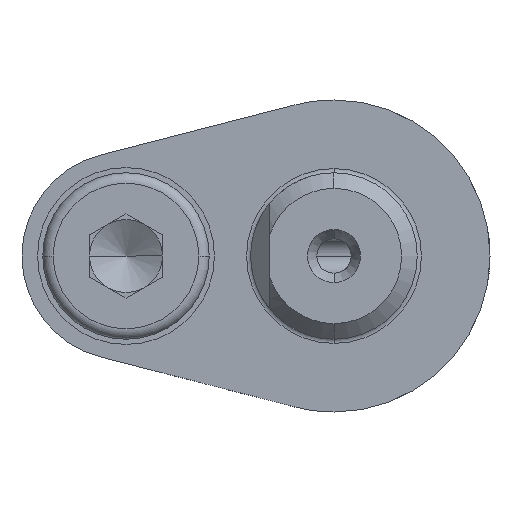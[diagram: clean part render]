
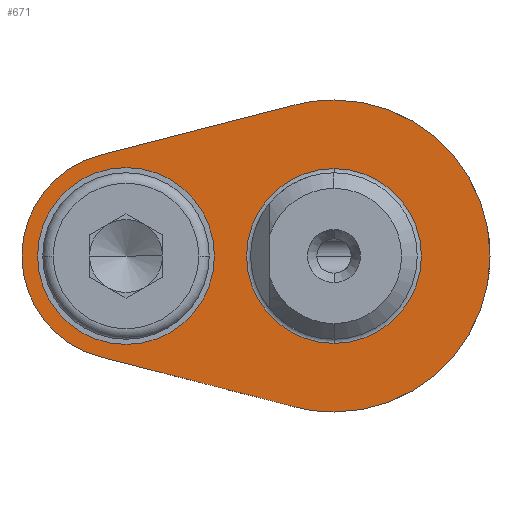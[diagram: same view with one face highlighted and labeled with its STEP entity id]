
A CAD part, left-side view. The second image highlights one B-rep face of the part: STEP entity #671.
In plain terms, the highlighted planar face has unit normal (-1, 0, 0).
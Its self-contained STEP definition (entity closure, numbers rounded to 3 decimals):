
#49 = DIRECTION ( 'NONE',  ( 0., 0., 1. ) ) ;
#142 = AXIS2_PLACEMENT_3D ( 'NONE', #6464, #3055, #7033 ) ;
#348 = VERTEX_POINT ( 'NONE', #3611 ) ;
#352 = EDGE_CURVE ( 'NONE', #5136, #3262, #7233, .T. ) ;
#410 = CIRCLE ( 'NONE', #142, 15. ) ;
#446 = CARTESIAN_POINT ( 'NONE',  ( 0., 22.5, 9.682 ) ) ;
#497 = CIRCLE ( 'NONE', #5232, 15. ) ;
#620 = VERTEX_POINT ( 'NONE', #446 ) ;
#671 = ADVANCED_FACE ( 'NONE', ( #2423, #3936, #5269 ), #6863, .T. ) ;
#754 = DIRECTION ( 'NONE',  ( 1., 0., 0. ) ) ;
#795 = EDGE_CURVE ( 'NONE', #620, #3501, #6651, .T. ) ;
#860 = ORIENTED_EDGE ( 'NONE', *, *, #2396, .F. ) ;
#1044 = EDGE_LOOP ( 'NONE', ( #4841, #3328 ) ) ;
#1465 = DIRECTION ( 'NONE',  ( -1., 0., 0. ) ) ;
#1533 = CIRCLE ( 'NONE', #3245, 8.5 ) ;
#1782 = EDGE_CURVE ( 'NONE', #4847, #348, #1815, .T. ) ;
#1815 = CIRCLE ( 'NONE', #3093, 8.4 ) ;
#1868 = DIRECTION ( 'NONE',  ( 1., 0., 0. ) ) ;
#1886 = CIRCLE ( 'NONE', #4690, 8.4 ) ;
#1897 = DIRECTION ( 'NONE',  ( 0., -0.968, 0.25 ) ) ;
#1913 = EDGE_LOOP ( 'NONE', ( #4342, #2523 ) ) ;
#2008 = DIRECTION ( 'NONE',  ( -1., 0., 0. ) ) ;
#2059 = CARTESIAN_POINT ( 'NONE',  ( 0., 0., 0. ) ) ;
#2104 = CARTESIAN_POINT ( 'NONE',  ( 0., 0., 15. ) ) ;
#2193 = CARTESIAN_POINT ( 'NONE',  ( 0., 0., 0. ) ) ;
#2253 = EDGE_CURVE ( 'NONE', #3754, #2855, #410, .T. ) ;
#2396 = EDGE_CURVE ( 'NONE', #3501, #6307, #497, .T. ) ;
#2423 = FACE_BOUND ( 'NONE', #1913, .T. ) ;
#2507 = DIRECTION ( 'NONE',  ( -1., 0., 0. ) ) ;
#2522 = VECTOR ( 'NONE', #7070, 1000. ) ;
#2523 = ORIENTED_EDGE ( 'NONE', *, *, #352, .F. ) ;
#2590 = CARTESIAN_POINT ( 'NONE',  ( 0., 3.75, 14.524 ) ) ;
#2649 = DIRECTION ( 'NONE',  ( 0., 0., 1. ) ) ;
#2670 = CARTESIAN_POINT ( 'NONE',  ( 0., 0., -15. ) ) ;
#2855 = VERTEX_POINT ( 'NONE', #6304 ) ;
#2881 = VERTEX_POINT ( 'NONE', #4602 ) ;
#3055 = DIRECTION ( 'NONE',  ( 1., 0., 0. ) ) ;
#3077 = DIRECTION ( 'NONE',  ( 1., 0., 0. ) ) ;
#3093 = AXIS2_PLACEMENT_3D ( 'NONE', #4896, #1465, #5473 ) ;
#3201 = AXIS2_PLACEMENT_3D ( 'NONE', #4166, #754, #4738 ) ;
#3245 = AXIS2_PLACEMENT_3D ( 'NONE', #5427, #2008, #5999 ) ;
#3262 = VERTEX_POINT ( 'NONE', #3971 ) ;
#3328 = ORIENTED_EDGE ( 'NONE', *, *, #1782, .F. ) ;
#3501 = VERTEX_POINT ( 'NONE', #2590 ) ;
#3565 = CARTESIAN_POINT ( 'NONE',  ( 0., 0., -8.4 ) ) ;
#3611 = CARTESIAN_POINT ( 'NONE',  ( 0., 0., 8.4 ) ) ;
#3707 = EDGE_CURVE ( 'NONE', #3262, #5136, #1533, .T. ) ;
#3754 = VERTEX_POINT ( 'NONE', #2670 ) ;
#3936 = FACE_BOUND ( 'NONE', #1044, .T. ) ;
#3971 = CARTESIAN_POINT ( 'NONE',  ( 0., 20., 8.5 ) ) ;
#4166 = CARTESIAN_POINT ( 'NONE',  ( 0., 20., 0. ) ) ;
#4177 = CARTESIAN_POINT ( 'NONE',  ( 0., 3.75, 14.524 ) ) ;
#4333 = AXIS2_PLACEMENT_3D ( 'NONE', #5913, #2507, #6495 ) ;
#4342 = ORIENTED_EDGE ( 'NONE', *, *, #3707, .F. ) ;
#4502 = EDGE_CURVE ( 'NONE', #2881, #620, #6187, .T. ) ;
#4586 = ORIENTED_EDGE ( 'NONE', *, *, #6098, .F. ) ;
#4602 = CARTESIAN_POINT ( 'NONE',  ( 0., 22.5, -9.682 ) ) ;
#4690 = AXIS2_PLACEMENT_3D ( 'NONE', #2059, #6049, #2649 ) ;
#4738 = DIRECTION ( 'NONE',  ( 0., 0., 1. ) ) ;
#4778 = VECTOR ( 'NONE', #1897, 1000. ) ;
#4841 = ORIENTED_EDGE ( 'NONE', *, *, #6240, .F. ) ;
#4847 = VERTEX_POINT ( 'NONE', #3565 ) ;
#4896 = CARTESIAN_POINT ( 'NONE',  ( 0., 0., 0. ) ) ;
#4928 = EDGE_CURVE ( 'NONE', #2855, #2881, #5549, .T. ) ;
#5022 = ORIENTED_EDGE ( 'NONE', *, *, #4502, .F. ) ;
#5040 = DIRECTION ( 'NONE',  ( -1., 0., 0. ) ) ;
#5136 = VERTEX_POINT ( 'NONE', #6743 ) ;
#5232 = AXIS2_PLACEMENT_3D ( 'NONE', #5299, #1868, #5858 ) ;
#5269 = FACE_OUTER_BOUND ( 'NONE', #5357, .T. ) ;
#5299 = CARTESIAN_POINT ( 'NONE',  ( 0., 0., 0. ) ) ;
#5357 = EDGE_LOOP ( 'NONE', ( #860, #6407, #5022, #5610, #6830, #4586 ) ) ;
#5427 = CARTESIAN_POINT ( 'NONE',  ( 0., 20., 0. ) ) ;
#5473 = DIRECTION ( 'NONE',  ( 0., 0., 1. ) ) ;
#5549 = LINE ( 'NONE', #7087, #2522 ) ;
#5610 = ORIENTED_EDGE ( 'NONE', *, *, #4928, .F. ) ;
#5858 = DIRECTION ( 'NONE',  ( 0., 0., 1. ) ) ;
#5913 = CARTESIAN_POINT ( 'NONE',  ( 0., 20., 0. ) ) ;
#5966 = AXIS2_PLACEMENT_3D ( 'NONE', #6484, #3077, #7058 ) ;
#5999 = DIRECTION ( 'NONE',  ( 0., 0., 1. ) ) ;
#6049 = DIRECTION ( 'NONE',  ( -1., 0., 0. ) ) ;
#6098 = EDGE_CURVE ( 'NONE', #6307, #3754, #6255, .T. ) ;
#6187 = CIRCLE ( 'NONE', #3201, 10. ) ;
#6240 = EDGE_CURVE ( 'NONE', #348, #4847, #1886, .T. ) ;
#6255 = CIRCLE ( 'NONE', #5966, 15. ) ;
#6304 = CARTESIAN_POINT ( 'NONE',  ( 0., 3.75, -14.524 ) ) ;
#6307 = VERTEX_POINT ( 'NONE', #2104 ) ;
#6407 = ORIENTED_EDGE ( 'NONE', *, *, #795, .F. ) ;
#6464 = CARTESIAN_POINT ( 'NONE',  ( 0., 0., 0. ) ) ;
#6477 = AXIS2_PLACEMENT_3D ( 'NONE', #2193, #5040, #49 ) ;
#6484 = CARTESIAN_POINT ( 'NONE',  ( 0., 0., 0. ) ) ;
#6495 = DIRECTION ( 'NONE',  ( 0., 0., 1. ) ) ;
#6651 = LINE ( 'NONE', #4177, #4778 ) ;
#6743 = CARTESIAN_POINT ( 'NONE',  ( 0., 20., -8.5 ) ) ;
#6830 = ORIENTED_EDGE ( 'NONE', *, *, #2253, .F. ) ;
#6863 = PLANE ( 'NONE',  #6477 ) ;
#7033 = DIRECTION ( 'NONE',  ( 0., 0., 1. ) ) ;
#7058 = DIRECTION ( 'NONE',  ( 0., 0., 1. ) ) ;
#7070 = DIRECTION ( 'NONE',  ( 0., 0.968, 0.25 ) ) ;
#7087 = CARTESIAN_POINT ( 'NONE',  ( 0., 22.5, -9.682 ) ) ;
#7233 = CIRCLE ( 'NONE', #4333, 8.5 ) ;
